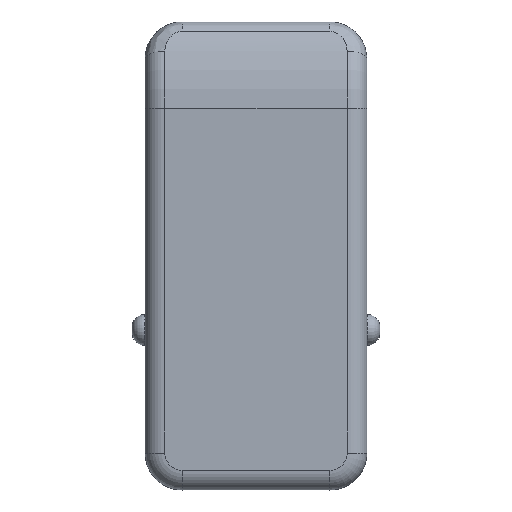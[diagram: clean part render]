
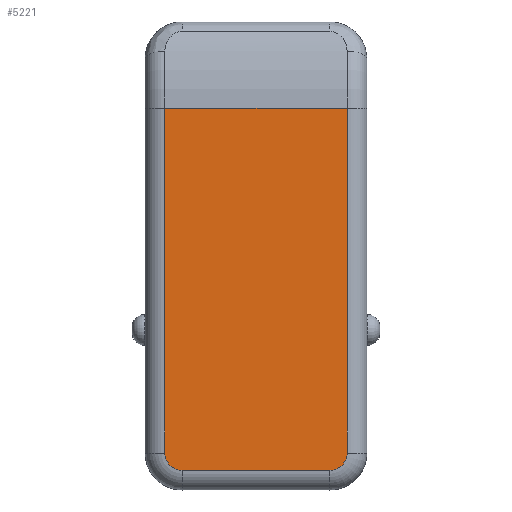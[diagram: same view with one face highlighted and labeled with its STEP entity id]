
A CAD part, front view. The second image highlights one B-rep face of the part: STEP entity #5221.
In plain terms, the highlighted planar face has unit normal (0, -1, 0).
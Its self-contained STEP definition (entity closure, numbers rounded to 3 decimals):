
#33 = EDGE_CURVE ( 'NONE', #2954, #5293, #6312, .T. ) ;
#174 = CARTESIAN_POINT ( 'NONE',  ( -6., -2.4, -21.493 ) ) ;
#616 = VERTEX_POINT ( 'NONE', #1231 ) ;
#663 = DIRECTION ( 'NONE',  ( 0., 0., -1. ) ) ;
#974 = FACE_OUTER_BOUND ( 'NONE', #4029, .T. ) ;
#1054 = CIRCLE ( 'NONE', #1198, 1.4 ) ;
#1198 = AXIS2_PLACEMENT_3D ( 'NONE', #2008, #5465, #2498 ) ;
#1231 = CARTESIAN_POINT ( 'NONE',  ( 7.4, -2.4, -21.493 ) ) ;
#1760 = PLANE ( 'NONE',  #2724 ) ;
#1789 = DIRECTION ( 'NONE',  ( 0., 0., -1. ) ) ;
#1872 = ORIENTED_EDGE ( 'NONE', *, *, #33, .T. ) ;
#2008 = CARTESIAN_POINT ( 'NONE',  ( 6., -2.4, -21.493 ) ) ;
#2088 = AXIS2_PLACEMENT_3D ( 'NONE', #174, #3631, #663 ) ;
#2160 = DIRECTION ( 'NONE',  ( 1., 0., 0. ) ) ;
#2222 = ORIENTED_EDGE ( 'NONE', *, *, #5407, .T. ) ;
#2301 = VECTOR ( 'NONE', #3721, 1000. ) ;
#2366 = VECTOR ( 'NONE', #5746, 1000. ) ;
#2452 = LINE ( 'NONE', #2723, #2301 ) ;
#2498 = DIRECTION ( 'NONE',  ( 0., 0., -1. ) ) ;
#2575 = VECTOR ( 'NONE', #2160, 1000. ) ;
#2703 = ORIENTED_EDGE ( 'NONE', *, *, #5169, .T. ) ;
#2723 = CARTESIAN_POINT ( 'NONE',  ( 7.4, -2.4, 6.507 ) ) ;
#2724 = AXIS2_PLACEMENT_3D ( 'NONE', #3241, #4728, #1789 ) ;
#2733 = CARTESIAN_POINT ( 'NONE',  ( 7.4, -2.4, 6.507 ) ) ;
#2787 = CARTESIAN_POINT ( 'NONE',  ( 991., -2.4, 6.507 ) ) ;
#2883 = EDGE_CURVE ( 'NONE', #616, #2954, #2452, .T. ) ;
#2930 = DIRECTION ( 'NONE',  ( 0., 0., -1. ) ) ;
#2954 = VERTEX_POINT ( 'NONE', #2733 ) ;
#3052 = ORIENTED_EDGE ( 'NONE', *, *, #2883, .T. ) ;
#3203 = VERTEX_POINT ( 'NONE', #3894 ) ;
#3241 = CARTESIAN_POINT ( 'NONE',  ( 991., -2.4, -22.493 ) ) ;
#3335 = EDGE_CURVE ( 'NONE', #3203, #5440, #4909, .T. ) ;
#3428 = CARTESIAN_POINT ( 'NONE',  ( -7.4, -2.4, -22.493 ) ) ;
#3631 = DIRECTION ( 'NONE',  ( 0., -1., 0. ) ) ;
#3656 = CARTESIAN_POINT ( 'NONE',  ( 9., -2.4, -22.893 ) ) ;
#3721 = DIRECTION ( 'NONE',  ( 0., 0., 1. ) ) ;
#3894 = CARTESIAN_POINT ( 'NONE',  ( -7.4, -2.4, -21.493 ) ) ;
#4029 = EDGE_LOOP ( 'NONE', ( #5575, #3052, #1872, #2222, #4476, #2703 ) ) ;
#4235 = CARTESIAN_POINT ( 'NONE',  ( -6., -2.4, -22.893 ) ) ;
#4476 = ORIENTED_EDGE ( 'NONE', *, *, #3335, .T. ) ;
#4728 = DIRECTION ( 'NONE',  ( 0., -1., 0. ) ) ;
#4893 = VERTEX_POINT ( 'NONE', #5882 ) ;
#4909 = CIRCLE ( 'NONE', #2088, 1.4 ) ;
#4958 = EDGE_CURVE ( 'NONE', #4893, #616, #1054, .T. ) ;
#5127 = LINE ( 'NONE', #3428, #6291 ) ;
#5169 = EDGE_CURVE ( 'NONE', #5440, #4893, #5200, .T. ) ;
#5200 = LINE ( 'NONE', #3656, #2575 ) ;
#5221 = ADVANCED_FACE ( 'NONE', ( #974 ), #1760, .T. ) ;
#5255 = CARTESIAN_POINT ( 'NONE',  ( -7.4, -2.4, 6.507 ) ) ;
#5293 = VERTEX_POINT ( 'NONE', #5255 ) ;
#5407 = EDGE_CURVE ( 'NONE', #5293, #3203, #5127, .T. ) ;
#5440 = VERTEX_POINT ( 'NONE', #4235 ) ;
#5465 = DIRECTION ( 'NONE',  ( 0., -1., 0. ) ) ;
#5575 = ORIENTED_EDGE ( 'NONE', *, *, #4958, .T. ) ;
#5746 = DIRECTION ( 'NONE',  ( -1., 0., 0. ) ) ;
#5882 = CARTESIAN_POINT ( 'NONE',  ( 6., -2.4, -22.893 ) ) ;
#6291 = VECTOR ( 'NONE', #2930, 1000. ) ;
#6312 = LINE ( 'NONE', #2787, #2366 ) ;
